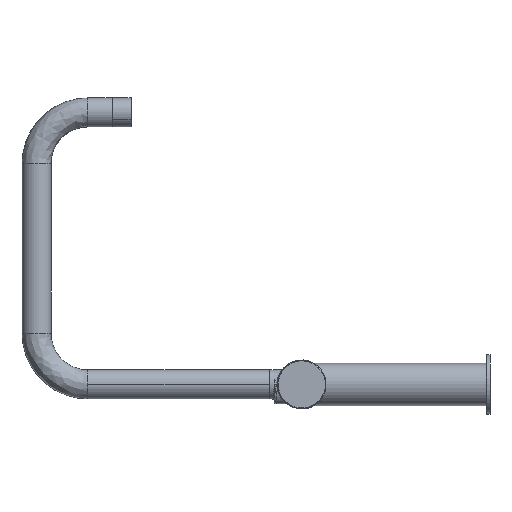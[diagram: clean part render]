
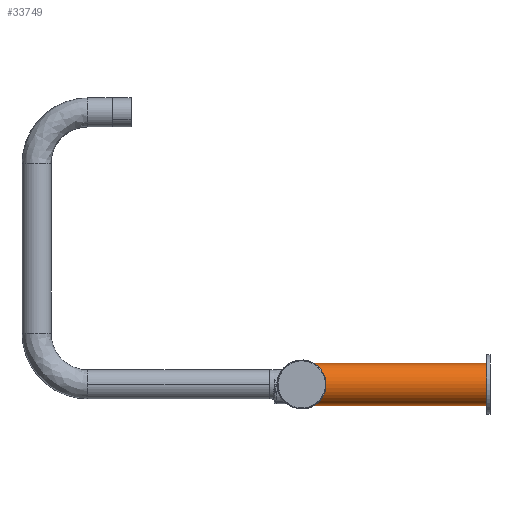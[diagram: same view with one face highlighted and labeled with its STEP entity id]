
A CAD part, left-side view. The second image highlights one B-rep face of the part: STEP entity #33749.
In plain terms, the highlighted cylindrical face has radius 17.5 mm (diameter 35 mm), a partial arc.
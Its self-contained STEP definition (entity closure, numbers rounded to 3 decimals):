
#319 = VECTOR ( 'NONE', #21942, 1000. ) ;
#1503 = CARTESIAN_POINT ( 'NONE',  ( 0., 94.5, 0. ) ) ;
#2012 = EDGE_LOOP ( 'NONE', ( #31531, #5491, #38815, #13278 ) ) ;
#2749 = CIRCLE ( 'NONE', #7237, 17.5 ) ;
#2851 = LINE ( 'NONE', #28218, #319 ) ;
#3120 = CARTESIAN_POINT ( 'NONE',  ( 0., -50., 17.5 ) ) ;
#5262 = CARTESIAN_POINT ( 'NONE',  ( 0., 102., 0. ) ) ;
#5481 = DIRECTION ( 'NONE',  ( 0., -1., 0. ) ) ;
#5491 = ORIENTED_EDGE ( 'NONE', *, *, #17382, .T. ) ;
#7237 = AXIS2_PLACEMENT_3D ( 'NONE', #1503, #26544, #7492 ) ;
#7239 = AXIS2_PLACEMENT_3D ( 'NONE', #32752, #16809, #23258 ) ;
#7492 = DIRECTION ( 'NONE',  ( 0., 0., -1. ) ) ;
#13278 = ORIENTED_EDGE ( 'NONE', *, *, #33267, .T. ) ;
#16809 = DIRECTION ( 'NONE',  ( 0., 1., 0. ) ) ;
#17173 = DIRECTION ( 'NONE',  ( 0., 0., -1. ) ) ;
#17382 = EDGE_CURVE ( 'NONE', #40820, #26043, #2749, .T. ) ;
#20876 = CARTESIAN_POINT ( 'NONE',  ( 0., 94.5, -17.5 ) ) ;
#21942 = DIRECTION ( 'NONE',  ( 0., -1., 0. ) ) ;
#23258 = DIRECTION ( 'NONE',  ( 0., 0., -1. ) ) ;
#26043 = VERTEX_POINT ( 'NONE', #20876 ) ;
#26544 = DIRECTION ( 'NONE',  ( 0., -1., 0. ) ) ;
#26599 = EDGE_CURVE ( 'NONE', #26043, #38407, #2851, .T. ) ;
#26737 = CIRCLE ( 'NONE', #7239, 17.5 ) ;
#27676 = LINE ( 'NONE', #37523, #34622 ) ;
#28121 = EDGE_CURVE ( 'NONE', #40820, #41214, #27676, .T. ) ;
#28218 = CARTESIAN_POINT ( 'NONE',  ( 0., 102., -17.5 ) ) ;
#31531 = ORIENTED_EDGE ( 'NONE', *, *, #28121, .F. ) ;
#31910 = CARTESIAN_POINT ( 'NONE',  ( 0., -50., -17.5 ) ) ;
#31976 = CYLINDRICAL_SURFACE ( 'NONE', #39123, 17.5 ) ;
#32752 = CARTESIAN_POINT ( 'NONE',  ( 0., -50., 0. ) ) ;
#32948 = CARTESIAN_POINT ( 'NONE',  ( 0., 94.5, 17.5 ) ) ;
#33267 = EDGE_CURVE ( 'NONE', #38407, #41214, #26737, .T. ) ;
#33749 = ADVANCED_FACE ( 'NONE', ( #40959 ), #31976, .T. ) ;
#34364 = DIRECTION ( 'NONE',  ( 0., -1., 0. ) ) ;
#34622 = VECTOR ( 'NONE', #5481, 1000. ) ;
#37523 = CARTESIAN_POINT ( 'NONE',  ( 0., 102., 17.5 ) ) ;
#38407 = VERTEX_POINT ( 'NONE', #31910 ) ;
#38815 = ORIENTED_EDGE ( 'NONE', *, *, #26599, .T. ) ;
#39123 = AXIS2_PLACEMENT_3D ( 'NONE', #5262, #34364, #17173 ) ;
#40820 = VERTEX_POINT ( 'NONE', #32948 ) ;
#40959 = FACE_OUTER_BOUND ( 'NONE', #2012, .T. ) ;
#41214 = VERTEX_POINT ( 'NONE', #3120 ) ;
